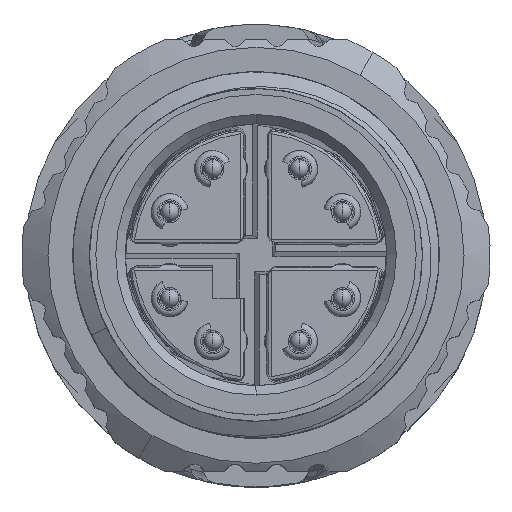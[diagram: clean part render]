
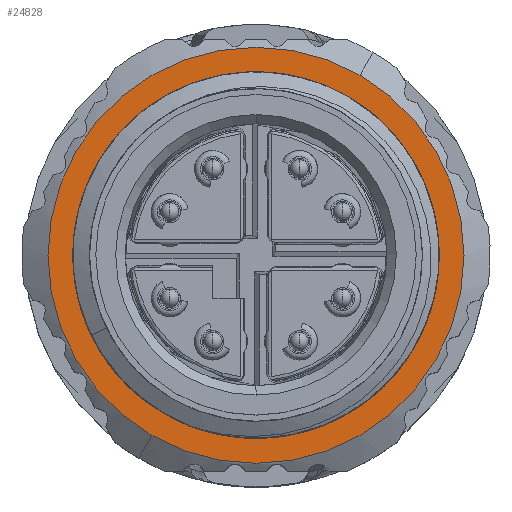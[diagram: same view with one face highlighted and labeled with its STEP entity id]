
A CAD part, top view. The second image highlights one B-rep face of the part: STEP entity #24828.
In plain terms, the highlighted planar face has unit normal (0, 0, 1).
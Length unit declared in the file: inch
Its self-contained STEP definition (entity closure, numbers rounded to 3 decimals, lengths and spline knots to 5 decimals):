
#5588=CARTESIAN_POINT('',(0.,0.,9.06693));
#5589=DIRECTION('',(0.,0.,-1.));
#5590=DIRECTION('',(0.5,0.866,0.));
#5591=AXIS2_PLACEMENT_3D('',#5588,#5589,#5590);
#5593=CARTESIAN_POINT('',(0.,0.,9.06693));
#5594=DIRECTION('',(0.,0.,-1.));
#5595=DIRECTION('',(-0.5,-0.866,0.));
#5596=AXIS2_PLACEMENT_3D('',#5593,#5594,#5595);
#5598=CARTESIAN_POINT('',(0.,0.,9.06693));
#5599=DIRECTION('',(0.,0.,1.));
#5600=DIRECTION('',(-0.5,-0.866,0.));
#5601=AXIS2_PLACEMENT_3D('',#5598,#5599,#5600);
#5603=CARTESIAN_POINT('',(0.,0.,9.06693));
#5604=DIRECTION('',(0.,0.,1.));
#5605=DIRECTION('',(0.5,0.866,0.));
#5606=AXIS2_PLACEMENT_3D('',#5603,#5604,#5605);
#14462=CARTESIAN_POINT('',(-0.13287,-0.23014,
9.06693));
#14463=VERTEX_POINT('',#14462);
#14464=CARTESIAN_POINT('',(0.13287,0.23014,
9.06693));
#14465=VERTEX_POINT('',#14464);
#14717=CARTESIAN_POINT('',(-0.11703,-0.2027,
9.06693));
#14718=CARTESIAN_POINT('',(0.11703,0.2027,
9.06693));
#14719=VERTEX_POINT('',#14717);
#14720=VERTEX_POINT('',#14718);
#24813=CARTESIAN_POINT('',(0.,0.,9.06693));
#24814=DIRECTION('',(0.,0.,1.));
#24815=DIRECTION('',(-0.5,-0.866,0.));
#24816=AXIS2_PLACEMENT_3D('',#24813,#24814,#24815);
#24817=PLANE('',#24816);
#24818=ORIENTED_EDGE('',*,*,#22990,.T.);
#24819=ORIENTED_EDGE('',*,*,#23730,.T.);
#24820=EDGE_LOOP('',(#24818,#24819));
#24821=FACE_OUTER_BOUND('',#24820,.F.);
#24823=ORIENTED_EDGE('',*,*,#24822,.T.);
#24825=ORIENTED_EDGE('',*,*,#24824,.T.);
#24826=EDGE_LOOP('',(#24823,#24825));
#24827=FACE_BOUND('',#24826,.F.);
#24828=ADVANCED_FACE('',(#24821,#24827),#24817,.T.);
#5592=CIRCLE('',#5591,0.26575);
#5597=CIRCLE('',#5596,0.26575);
#5602=CIRCLE('',#5601,0.23406);
#5607=CIRCLE('',#5606,0.23406);
#22990=EDGE_CURVE('',#14465,#14463,#5592,.T.);
#23730=EDGE_CURVE('',#14463,#14465,#5597,.T.);
#24822=EDGE_CURVE('',#14719,#14720,#5602,.T.);
#24824=EDGE_CURVE('',#14720,#14719,#5607,.T.);
